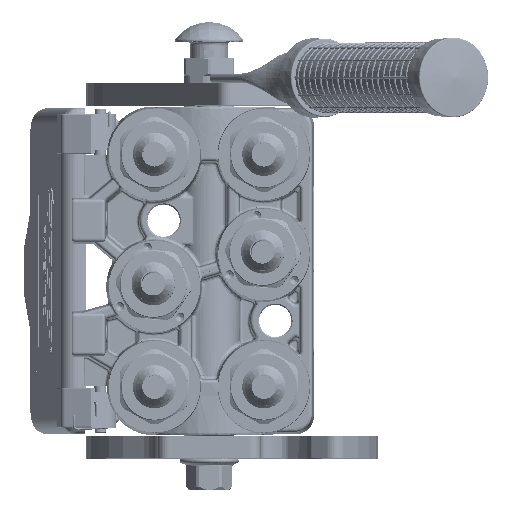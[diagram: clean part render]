
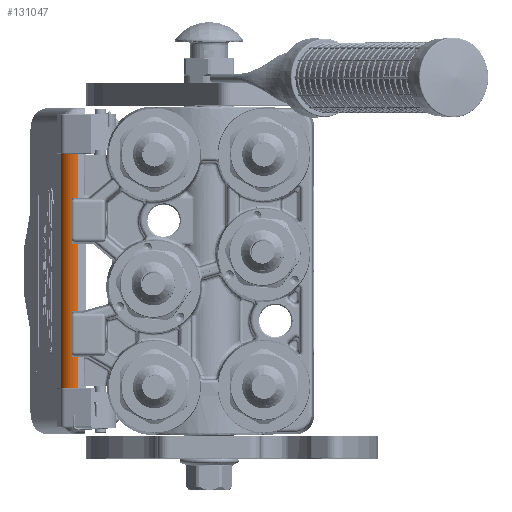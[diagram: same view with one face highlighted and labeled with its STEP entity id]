
A CAD part, top view. The second image highlights one B-rep face of the part: STEP entity #131047.
In plain terms, the highlighted cylindrical face has radius 6.5 mm (diameter 13 mm), a partial arc.
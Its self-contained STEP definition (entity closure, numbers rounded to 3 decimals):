
#372 = CARTESIAN_POINT ( 'NONE',  ( 6.5, 257.915, -3.5 ) ) ;
#496 = CARTESIAN_POINT ( 'NONE',  ( 5.436, -51.713, -9.913 ) ) ;
#599 = CARTESIAN_POINT ( 'NONE',  ( 6.5, 52.697, -10. ) ) ;
#12788 = CARTESIAN_POINT ( 'NONE',  ( 5.2, 51.583, -9.869 ) ) ;
#13834 = VERTEX_POINT ( 'NONE', #17322 ) ;
#17322 = CARTESIAN_POINT ( 'NONE',  ( 6.5, -52.697, -10. ) ) ;
#18106 = CYLINDRICAL_SURFACE ( 'NONE', #129457, 6.5 ) ;
#19869 = LINE ( 'NONE', #62975, #125048 ) ;
#21264 = CARTESIAN_POINT ( 'NONE',  ( 5.38, -51.68, -9.903 ) ) ;
#35239 = CARTESIAN_POINT ( 'NONE',  ( 6.5, 52.697, -10. ) ) ;
#37692 = CARTESIAN_POINT ( 'NONE',  ( 6.165, -52.278, -9.994 ) ) ;
#37782 = EDGE_LOOP ( 'NONE', ( #73677, #70149, #216017, #200768, #89256, #225118 ) ) ;
#38514 = CARTESIAN_POINT ( 'NONE',  ( 4.35, -51.253, -9.658 ) ) ;
#39685 = CIRCLE ( 'NONE', #59630, 6.5 ) ;
#45446 = LINE ( 'NONE', #163759, #79550 ) ;
#45890 = DIRECTION ( 'NONE',  ( -1., 0., 0. ) ) ;
#49307 = CARTESIAN_POINT ( 'NONE',  ( 3.859, 51.25, -9.44 ) ) ;
#59630 = AXIS2_PLACEMENT_3D ( 'NONE', #124616, #189560, #45890 ) ;
#62975 = CARTESIAN_POINT ( 'NONE',  ( 0., 51.25, -3.5 ) ) ;
#69427 = EDGE_CURVE ( 'NONE', #203303, #13834, #45446, .T. ) ;
#70149 = ORIENTED_EDGE ( 'NONE', *, *, #80707, .F. ) ;
#73677 = ORIENTED_EDGE ( 'NONE', *, *, #255342, .T. ) ;
#76703 = CARTESIAN_POINT ( 'NONE',  ( 5.549, -51.783, -9.93 ) ) ;
#79550 = VECTOR ( 'NONE', #124800, 1000. ) ;
#80707 = EDGE_CURVE ( 'NONE', #178535, #113711, #149364, .T. ) ;
#85281 = DIRECTION ( 'NONE',  ( -1., 0., 0. ) ) ;
#89256 = ORIENTED_EDGE ( 'NONE', *, *, #171128, .T. ) ;
#91585 = CARTESIAN_POINT ( 'NONE',  ( 5.02, 51.499, -9.83 ) ) ;
#97442 = CARTESIAN_POINT ( 'NONE',  ( 5.766, -51.933, -9.959 ) ) ;
#102055 = B_SPLINE_CURVE_WITH_KNOTS ( 'NONE', 3,
 ( #250578, #251437, #37692, #158755, #97442, #139673, #76703, #496, #21264, #235745, #38514, #254815 ),
 .UNSPECIFIED., .F., .F.,
 ( 4, 2, 2, 2, 2, 4 ),
 ( 0., 0.25, 0.375, 0.437, 0.5, 1. ),
 .UNSPECIFIED. ) ;
#104860 = EDGE_CURVE ( 'NONE', #205299, #112932, #39685, .T. ) ;
#110577 = CARTESIAN_POINT ( 'NONE',  ( 4.351, 51.285, -9.64 ) ) ;
#112932 = VERTEX_POINT ( 'NONE', #49307 ) ;
#113118 = CARTESIAN_POINT ( 'NONE',  ( 3.859, 51.25, -9.44 ) ) ;
#113711 = VERTEX_POINT ( 'NONE', #125184 ) ;
#122434 = CARTESIAN_POINT ( 'NONE',  ( 6.5, -51.25, -3.5 ) ) ;
#124616 = CARTESIAN_POINT ( 'NONE',  ( 6.5, 51.25, -3.5 ) ) ;
#124800 = DIRECTION ( 'NONE',  ( 0., -1., 0. ) ) ;
#125048 = VECTOR ( 'NONE', #158201, 1000. ) ;
#125184 = CARTESIAN_POINT ( 'NONE',  ( 3.859, -51.25, -9.44 ) ) ;
#125984 = CARTESIAN_POINT ( 'NONE',  ( 0., 51.25, -3.5 ) ) ;
#129457 = AXIS2_PLACEMENT_3D ( 'NONE', #372, #176006, #254691 ) ;
#131047 = ADVANCED_FACE ( 'NONE', ( #175692 ), #18106, .T. ) ;
#139673 = CARTESIAN_POINT ( 'NONE',  ( 5.604, -51.819, -9.938 ) ) ;
#149364 = CIRCLE ( 'NONE', #170210, 6.5 ) ;
#150259 = CARTESIAN_POINT ( 'NONE',  ( 5.261, 51.615, -9.881 ) ) ;
#151132 = CARTESIAN_POINT ( 'NONE',  ( 4.105, 51.251, -9.548 ) ) ;
#158201 = DIRECTION ( 'NONE',  ( 0., -1., 0. ) ) ;
#158755 = CARTESIAN_POINT ( 'NONE',  ( 5.87, -52.015, -9.97 ) ) ;
#163759 = CARTESIAN_POINT ( 'NONE',  ( 6.5, 52.697, -10. ) ) ;
#168883 = CARTESIAN_POINT ( 'NONE',  ( 0., -51.25, -3.5 ) ) ;
#170210 = AXIS2_PLACEMENT_3D ( 'NONE', #122434, #201935, #85281 ) ;
#171128 = EDGE_CURVE ( 'NONE', #112932, #203303, #251217, .T. ) ;
#175692 = FACE_OUTER_BOUND ( 'NONE', #37782, .T. ) ;
#176006 = DIRECTION ( 'NONE',  ( 0., 1., 0. ) ) ;
#178535 = VERTEX_POINT ( 'NONE', #168883 ) ;
#189560 = DIRECTION ( 'NONE',  ( 0., -1., 0. ) ) ;
#190107 = CARTESIAN_POINT ( 'NONE',  ( 5.789, 51.904, -9.979 ) ) ;
#200768 = ORIENTED_EDGE ( 'NONE', *, *, #104860, .T. ) ;
#201567 = EDGE_CURVE ( 'NONE', #205299, #178535, #19869, .T. ) ;
#201935 = DIRECTION ( 'NONE',  ( 0., -1., 0. ) ) ;
#203303 = VERTEX_POINT ( 'NONE', #599 ) ;
#205299 = VERTEX_POINT ( 'NONE', #125984 ) ;
#210868 = CARTESIAN_POINT ( 'NONE',  ( 5.08, 51.526, -9.843 ) ) ;
#216017 = ORIENTED_EDGE ( 'NONE', *, *, #201567, .F. ) ;
#225118 = ORIENTED_EDGE ( 'NONE', *, *, #69427, .T. ) ;
#229914 = CARTESIAN_POINT ( 'NONE',  ( 6.186, 52.254, -10. ) ) ;
#232446 = CARTESIAN_POINT ( 'NONE',  ( 4.717, 51.384, -9.752 ) ) ;
#235745 = CARTESIAN_POINT ( 'NONE',  ( 4.843, -51.385, -9.804 ) ) ;
#248912 = CARTESIAN_POINT ( 'NONE',  ( 4.839, 51.425, -9.785 ) ) ;
#250578 = CARTESIAN_POINT ( 'NONE',  ( 6.5, -52.697, -10. ) ) ;
#251217 = B_SPLINE_CURVE_WITH_KNOTS ( 'NONE', 3,
 ( #113118, #151132, #110577, #232446, #248912, #91585, #210868, #12788, #150259, #190107, #229914, #35239 ),
 .UNSPECIFIED., .F., .F.,
 ( 4, 2, 2, 2, 2, 4 ),
 ( 0., 0.25, 0.375, 0.438, 0.5, 1. ),
 .UNSPECIFIED. ) ;
#251437 = CARTESIAN_POINT ( 'NONE',  ( 6.343, -52.476, -10. ) ) ;
#254691 = DIRECTION ( 'NONE',  ( -1., 0., 0. ) ) ;
#254815 = CARTESIAN_POINT ( 'NONE',  ( 3.859, -51.25, -9.44 ) ) ;
#255342 = EDGE_CURVE ( 'NONE', #13834, #113711, #102055, .T. ) ;
